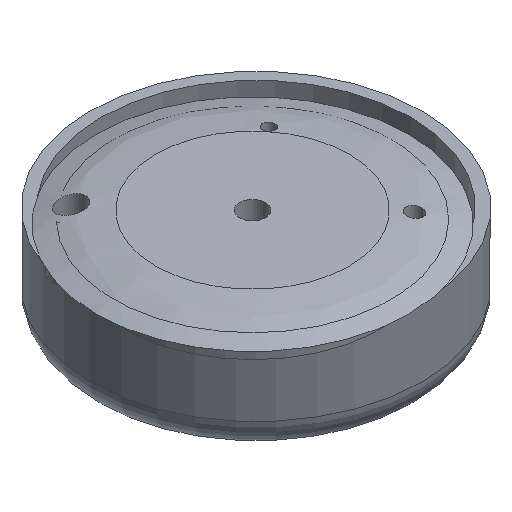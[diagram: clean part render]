
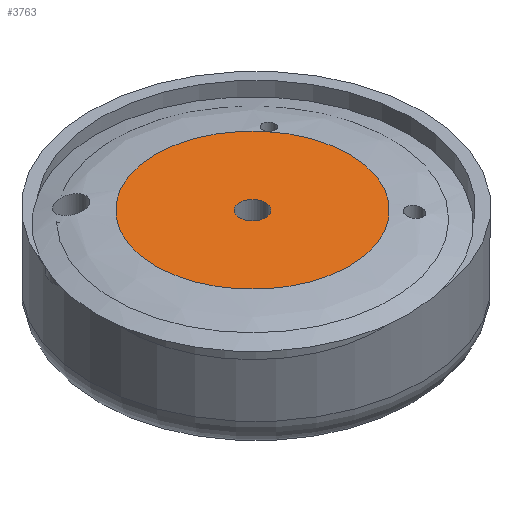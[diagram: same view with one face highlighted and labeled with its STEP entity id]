
A CAD part, isometric view. The second image highlights one B-rep face of the part: STEP entity #3763.
In plain terms, the highlighted planar face has unit normal (0, 0, 1).
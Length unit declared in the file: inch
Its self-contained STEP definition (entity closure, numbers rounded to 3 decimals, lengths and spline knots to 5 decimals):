
#33=PLANE('',#3997);
#1063=FACE_BOUND('',#1295,.T.);
#1091=FACE_OUTER_BOUND('',#1294,.T.);
#1294=EDGE_LOOP('',(#2641));
#1295=EDGE_LOOP('',(#2642));
#1508=CIRCLE('',#3986,9.62122);
#1516=CIRCLE('',#3998,1.30112);
#1657=VERTEX_POINT('',#5489);
#1670=VERTEX_POINT('',#5663);
#2042=EDGE_CURVE('',#1657,#1657,#1508,.T.);
#2059=EDGE_CURVE('',#1670,#1670,#1516,.T.);
#2641=ORIENTED_EDGE('',*,*,#2042,.F.);
#2642=ORIENTED_EDGE('',*,*,#2059,.T.);
#3763=ADVANCED_FACE('',(#1091,#1063),#33,.T.);
#3986=AXIS2_PLACEMENT_3D('',#5490,#4341,#4342);
#3997=AXIS2_PLACEMENT_3D('',#5662,#4366,#4367);
#3998=AXIS2_PLACEMENT_3D('',#5664,#4368,#4369);
#4341=DIRECTION('center_axis',(0.,0.,-1.));
#4342=DIRECTION('ref_axis',(1.,0.,0.));
#4366=DIRECTION('center_axis',(0.,0.,1.));
#4367=DIRECTION('ref_axis',(1.,0.,0.));
#4368=DIRECTION('center_axis',(0.,0.,-1.));
#4369=DIRECTION('ref_axis',(-1.,0.,0.));
#5489=CARTESIAN_POINT('',(-30.73839,187.832,23.66304));
#5490=CARTESIAN_POINT('Origin',(-21.11717,187.832,23.66304));
#5662=CARTESIAN_POINT('Origin',(-21.11717,187.832,23.66304));
#5663=CARTESIAN_POINT('',(-19.81605,187.832,23.66304));
#5664=CARTESIAN_POINT('Origin',(-21.11717,187.832,23.66304));
